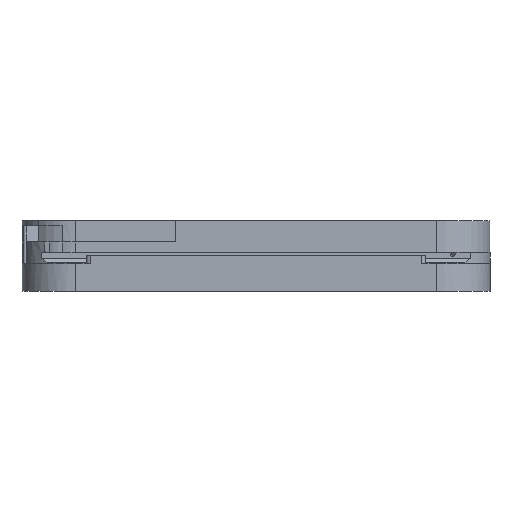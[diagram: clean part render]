
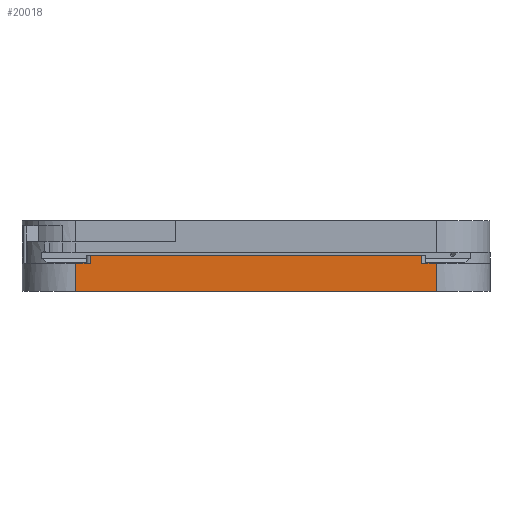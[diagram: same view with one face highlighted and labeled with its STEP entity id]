
A CAD part, front view. The second image highlights one B-rep face of the part: STEP entity #20018.
In plain terms, the highlighted planar face has unit normal (0, -1, 0).
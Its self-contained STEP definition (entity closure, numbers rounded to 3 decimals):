
#19642 = VERTEX_POINT('',#19643);
#19643 = CARTESIAN_POINT('',(2.,-6.,-4.2));
#19651 = CYLINDRICAL_SURFACE('',#19652,8.);
#19652 = AXIS2_PLACEMENT_3D('',#19653,#19654,#19655);
#19653 = CARTESIAN_POINT('',(2.,2.,-4.2));
#19654 = DIRECTION('',(-0.,-0.,-1.));
#19655 = DIRECTION('',(1.,0.,0.));
#19663 = PLANE('',#19664);
#19664 = AXIS2_PLACEMENT_3D('',#19665,#19666,#19667);
#19665 = CARTESIAN_POINT('',(29.,50.5,-4.2));
#19666 = DIRECTION('',(0.,0.,1.));
#19667 = DIRECTION('',(1.,0.,0.));
#19770 = VERTEX_POINT('',#19771);
#19771 = CARTESIAN_POINT('',(2.,-6.,0.));
#19786 = PLANE('',#19787);
#19787 = AXIS2_PLACEMENT_3D('',#19788,#19789,#19790);
#19788 = CARTESIAN_POINT('',(29.,50.5,0.));
#19789 = DIRECTION('',(0.,0.,1.));
#19790 = DIRECTION('',(1.,0.,0.));
#19802 = EDGE_CURVE('',#19642,#19770,#19803,.T.);
#19803 = SURFACE_CURVE('',#19804,(#19808,#19815),.PCURVE_S1.);
#19804 = LINE('',#19805,#19806);
#19805 = CARTESIAN_POINT('',(2.,-6.,-4.2));
#19806 = VECTOR('',#19807,1.);
#19807 = DIRECTION('',(0.,0.,1.));
#19808 = PCURVE('',#19651,#19809);
#19809 = DEFINITIONAL_REPRESENTATION('',(#19810),#19814);
#19810 = LINE('',#19811,#19812);
#19811 = CARTESIAN_POINT('',(-4.712,0.));
#19812 = VECTOR('',#19813,1.);
#19813 = DIRECTION('',(-0.,-1.));
#19814 = ( GEOMETRIC_REPRESENTATION_CONTEXT(2) 
PARAMETRIC_REPRESENTATION_CONTEXT() REPRESENTATION_CONTEXT('2D SPACE',''
  ) );
#19815 = PCURVE('',#19816,#19821);
#19816 = PLANE('',#19817);
#19817 = AXIS2_PLACEMENT_3D('',#19818,#19819,#19820);
#19818 = CARTESIAN_POINT('',(56.,-6.,-4.2));
#19819 = DIRECTION('',(0.,-1.,0.));
#19820 = DIRECTION('',(-1.,0.,0.));
#19821 = DEFINITIONAL_REPRESENTATION('',(#19822),#19826);
#19822 = LINE('',#19823,#19824);
#19823 = CARTESIAN_POINT('',(54.,0.));
#19824 = VECTOR('',#19825,1.);
#19825 = DIRECTION('',(0.,-1.));
#19826 = ( GEOMETRIC_REPRESENTATION_CONTEXT(2) 
PARAMETRIC_REPRESENTATION_CONTEXT() REPRESENTATION_CONTEXT('2D SPACE',''
  ) );
#19832 = EDGE_CURVE('',#19833,#19642,#19835,.T.);
#19833 = VERTEX_POINT('',#19834);
#19834 = CARTESIAN_POINT('',(56.,-6.,-4.2));
#19835 = SURFACE_CURVE('',#19836,(#19840,#19847),.PCURVE_S1.);
#19836 = LINE('',#19837,#19838);
#19837 = CARTESIAN_POINT('',(56.,-6.,-4.2));
#19838 = VECTOR('',#19839,1.);
#19839 = DIRECTION('',(-1.,0.,0.));
#19840 = PCURVE('',#19663,#19841);
#19841 = DEFINITIONAL_REPRESENTATION('',(#19842),#19846);
#19842 = LINE('',#19843,#19844);
#19843 = CARTESIAN_POINT('',(27.,-56.5));
#19844 = VECTOR('',#19845,1.);
#19845 = DIRECTION('',(-1.,0.));
#19846 = ( GEOMETRIC_REPRESENTATION_CONTEXT(2) 
PARAMETRIC_REPRESENTATION_CONTEXT() REPRESENTATION_CONTEXT('2D SPACE',''
  ) );
#19847 = PCURVE('',#19816,#19848);
#19848 = DEFINITIONAL_REPRESENTATION('',(#19849),#19853);
#19849 = LINE('',#19850,#19851);
#19850 = CARTESIAN_POINT('',(0.,-0.));
#19851 = VECTOR('',#19852,1.);
#19852 = DIRECTION('',(1.,0.));
#19853 = ( GEOMETRIC_REPRESENTATION_CONTEXT(2) 
PARAMETRIC_REPRESENTATION_CONTEXT() REPRESENTATION_CONTEXT('2D SPACE',''
  ) );
#19872 = CYLINDRICAL_SURFACE('',#19873,8.);
#19873 = AXIS2_PLACEMENT_3D('',#19874,#19875,#19876);
#19874 = CARTESIAN_POINT('',(56.,2.,-4.2));
#19875 = DIRECTION('',(-0.,-0.,-1.));
#19876 = DIRECTION('',(1.,0.,0.));
#20018 = ADVANCED_FACE('',(#20019),#19816,.T.);
#20019 = FACE_BOUND('',#20020,.T.);
#20020 = EDGE_LOOP('',(#20021,#20022,#20045,#20073,#20101,#20129,#20157,
    #20178));
#20021 = ORIENTED_EDGE('',*,*,#19832,.F.);
#20022 = ORIENTED_EDGE('',*,*,#20023,.T.);
#20023 = EDGE_CURVE('',#19833,#20024,#20026,.T.);
#20024 = VERTEX_POINT('',#20025);
#20025 = CARTESIAN_POINT('',(56.,-6.,0.));
#20026 = SURFACE_CURVE('',#20027,(#20031,#20038),.PCURVE_S1.);
#20027 = LINE('',#20028,#20029);
#20028 = CARTESIAN_POINT('',(56.,-6.,-4.2));
#20029 = VECTOR('',#20030,1.);
#20030 = DIRECTION('',(0.,0.,1.));
#20031 = PCURVE('',#19816,#20032);
#20032 = DEFINITIONAL_REPRESENTATION('',(#20033),#20037);
#20033 = LINE('',#20034,#20035);
#20034 = CARTESIAN_POINT('',(0.,-0.));
#20035 = VECTOR('',#20036,1.);
#20036 = DIRECTION('',(0.,-1.));
#20037 = ( GEOMETRIC_REPRESENTATION_CONTEXT(2) 
PARAMETRIC_REPRESENTATION_CONTEXT() REPRESENTATION_CONTEXT('2D SPACE',''
  ) );
#20038 = PCURVE('',#19872,#20039);
#20039 = DEFINITIONAL_REPRESENTATION('',(#20040),#20044);
#20040 = LINE('',#20041,#20042);
#20041 = CARTESIAN_POINT('',(-4.712,0.));
#20042 = VECTOR('',#20043,1.);
#20043 = DIRECTION('',(-0.,-1.));
#20044 = ( GEOMETRIC_REPRESENTATION_CONTEXT(2) 
PARAMETRIC_REPRESENTATION_CONTEXT() REPRESENTATION_CONTEXT('2D SPACE',''
  ) );
#20045 = ORIENTED_EDGE('',*,*,#20046,.T.);
#20046 = EDGE_CURVE('',#20024,#20047,#20049,.T.);
#20047 = VERTEX_POINT('',#20048);
#20048 = CARTESIAN_POINT('',(53.761,-6.,0.));
#20049 = SURFACE_CURVE('',#20050,(#20054,#20061),.PCURVE_S1.);
#20050 = LINE('',#20051,#20052);
#20051 = CARTESIAN_POINT('',(76.,-6.,0.));
#20052 = VECTOR('',#20053,1.);
#20053 = DIRECTION('',(-1.,0.,0.));
#20054 = PCURVE('',#19816,#20055);
#20055 = DEFINITIONAL_REPRESENTATION('',(#20056),#20060);
#20056 = LINE('',#20057,#20058);
#20057 = CARTESIAN_POINT('',(-20.,-4.2));
#20058 = VECTOR('',#20059,1.);
#20059 = DIRECTION('',(1.,0.));
#20060 = ( GEOMETRIC_REPRESENTATION_CONTEXT(2) 
PARAMETRIC_REPRESENTATION_CONTEXT() REPRESENTATION_CONTEXT('2D SPACE',''
  ) );
#20061 = PCURVE('',#20062,#20067);
#20062 = PLANE('',#20063);
#20063 = AXIS2_PLACEMENT_3D('',#20064,#20065,#20066);
#20064 = CARTESIAN_POINT('',(29.,50.5,0.));
#20065 = DIRECTION('',(0.,0.,1.));
#20066 = DIRECTION('',(1.,0.,0.));
#20067 = DEFINITIONAL_REPRESENTATION('',(#20068),#20072);
#20068 = LINE('',#20069,#20070);
#20069 = CARTESIAN_POINT('',(47.,-56.5));
#20070 = VECTOR('',#20071,1.);
#20071 = DIRECTION('',(-1.,0.));
#20072 = ( GEOMETRIC_REPRESENTATION_CONTEXT(2) 
PARAMETRIC_REPRESENTATION_CONTEXT() REPRESENTATION_CONTEXT('2D SPACE',''
  ) );
#20073 = ORIENTED_EDGE('',*,*,#20074,.T.);
#20074 = EDGE_CURVE('',#20047,#20075,#20077,.T.);
#20075 = VERTEX_POINT('',#20076);
#20076 = CARTESIAN_POINT('',(53.761,-6.,1.2));
#20077 = SURFACE_CURVE('',#20078,(#20082,#20089),.PCURVE_S1.);
#20078 = LINE('',#20079,#20080);
#20079 = CARTESIAN_POINT('',(53.761,-6.,0.));
#20080 = VECTOR('',#20081,1.);
#20081 = DIRECTION('',(0.,0.,1.));
#20082 = PCURVE('',#19816,#20083);
#20083 = DEFINITIONAL_REPRESENTATION('',(#20084),#20088);
#20084 = LINE('',#20085,#20086);
#20085 = CARTESIAN_POINT('',(2.239,-4.2));
#20086 = VECTOR('',#20087,1.);
#20087 = DIRECTION('',(0.,-1.));
#20088 = ( GEOMETRIC_REPRESENTATION_CONTEXT(2) 
PARAMETRIC_REPRESENTATION_CONTEXT() REPRESENTATION_CONTEXT('2D SPACE',''
  ) );
#20089 = PCURVE('',#20090,#20095);
#20090 = CYLINDRICAL_SURFACE('',#20091,0.6);
#20091 = AXIS2_PLACEMENT_3D('',#20092,#20093,#20094);
#20092 = CARTESIAN_POINT('',(53.761,-5.4,0.));
#20093 = DIRECTION('',(-0.,-0.,-1.));
#20094 = DIRECTION('',(1.,0.,0.));
#20095 = DEFINITIONAL_REPRESENTATION('',(#20096),#20100);
#20096 = LINE('',#20097,#20098);
#20097 = CARTESIAN_POINT('',(-4.712,0.));
#20098 = VECTOR('',#20099,1.);
#20099 = DIRECTION('',(-0.,-1.));
#20100 = ( GEOMETRIC_REPRESENTATION_CONTEXT(2) 
PARAMETRIC_REPRESENTATION_CONTEXT() REPRESENTATION_CONTEXT('2D SPACE',''
  ) );
#20101 = ORIENTED_EDGE('',*,*,#20102,.T.);
#20102 = EDGE_CURVE('',#20075,#20103,#20105,.T.);
#20103 = VERTEX_POINT('',#20104);
#20104 = CARTESIAN_POINT('',(4.239,-6.,1.2));
#20105 = SURFACE_CURVE('',#20106,(#20110,#20117),.PCURVE_S1.);
#20106 = LINE('',#20107,#20108);
#20107 = CARTESIAN_POINT('',(56.,-6.,1.2));
#20108 = VECTOR('',#20109,1.);
#20109 = DIRECTION('',(-1.,0.,0.));
#20110 = PCURVE('',#19816,#20111);
#20111 = DEFINITIONAL_REPRESENTATION('',(#20112),#20116);
#20112 = LINE('',#20113,#20114);
#20113 = CARTESIAN_POINT('',(0.,-5.4));
#20114 = VECTOR('',#20115,1.);
#20115 = DIRECTION('',(1.,0.));
#20116 = ( GEOMETRIC_REPRESENTATION_CONTEXT(2) 
PARAMETRIC_REPRESENTATION_CONTEXT() REPRESENTATION_CONTEXT('2D SPACE',''
  ) );
#20117 = PCURVE('',#20118,#20123);
#20118 = PLANE('',#20119);
#20119 = AXIS2_PLACEMENT_3D('',#20120,#20121,#20122);
#20120 = CARTESIAN_POINT('',(29.,50.5,1.2));
#20121 = DIRECTION('',(0.,0.,1.));
#20122 = DIRECTION('',(1.,0.,0.));
#20123 = DEFINITIONAL_REPRESENTATION('',(#20124),#20128);
#20124 = LINE('',#20125,#20126);
#20125 = CARTESIAN_POINT('',(27.,-56.5));
#20126 = VECTOR('',#20127,1.);
#20127 = DIRECTION('',(-1.,0.));
#20128 = ( GEOMETRIC_REPRESENTATION_CONTEXT(2) 
PARAMETRIC_REPRESENTATION_CONTEXT() REPRESENTATION_CONTEXT('2D SPACE',''
  ) );
#20129 = ORIENTED_EDGE('',*,*,#20130,.F.);
#20130 = EDGE_CURVE('',#20131,#20103,#20133,.T.);
#20131 = VERTEX_POINT('',#20132);
#20132 = CARTESIAN_POINT('',(4.239,-6.,0.));
#20133 = SURFACE_CURVE('',#20134,(#20138,#20145),.PCURVE_S1.);
#20134 = LINE('',#20135,#20136);
#20135 = CARTESIAN_POINT('',(4.239,-6.,0.));
#20136 = VECTOR('',#20137,1.);
#20137 = DIRECTION('',(0.,0.,1.));
#20138 = PCURVE('',#19816,#20139);
#20139 = DEFINITIONAL_REPRESENTATION('',(#20140),#20144);
#20140 = LINE('',#20141,#20142);
#20141 = CARTESIAN_POINT('',(51.761,-4.2));
#20142 = VECTOR('',#20143,1.);
#20143 = DIRECTION('',(0.,-1.));
#20144 = ( GEOMETRIC_REPRESENTATION_CONTEXT(2) 
PARAMETRIC_REPRESENTATION_CONTEXT() REPRESENTATION_CONTEXT('2D SPACE',''
  ) );
#20145 = PCURVE('',#20146,#20151);
#20146 = CYLINDRICAL_SURFACE('',#20147,0.6);
#20147 = AXIS2_PLACEMENT_3D('',#20148,#20149,#20150);
#20148 = CARTESIAN_POINT('',(4.239,-5.4,0.));
#20149 = DIRECTION('',(-0.,-0.,-1.));
#20150 = DIRECTION('',(1.,0.,0.));
#20151 = DEFINITIONAL_REPRESENTATION('',(#20152),#20156);
#20152 = LINE('',#20153,#20154);
#20153 = CARTESIAN_POINT('',(-4.712,0.));
#20154 = VECTOR('',#20155,1.);
#20155 = DIRECTION('',(-0.,-1.));
#20156 = ( GEOMETRIC_REPRESENTATION_CONTEXT(2) 
PARAMETRIC_REPRESENTATION_CONTEXT() REPRESENTATION_CONTEXT('2D SPACE',''
  ) );
#20157 = ORIENTED_EDGE('',*,*,#20158,.F.);
#20158 = EDGE_CURVE('',#19770,#20131,#20159,.T.);
#20159 = SURFACE_CURVE('',#20160,(#20164,#20171),.PCURVE_S1.);
#20160 = LINE('',#20161,#20162);
#20161 = CARTESIAN_POINT('',(-18.,-6.,0.));
#20162 = VECTOR('',#20163,1.);
#20163 = DIRECTION('',(1.,0.,0.));
#20164 = PCURVE('',#19816,#20165);
#20165 = DEFINITIONAL_REPRESENTATION('',(#20166),#20170);
#20166 = LINE('',#20167,#20168);
#20167 = CARTESIAN_POINT('',(74.,-4.2));
#20168 = VECTOR('',#20169,1.);
#20169 = DIRECTION('',(-1.,-0.));
#20170 = ( GEOMETRIC_REPRESENTATION_CONTEXT(2) 
PARAMETRIC_REPRESENTATION_CONTEXT() REPRESENTATION_CONTEXT('2D SPACE',''
  ) );
#20171 = PCURVE('',#19786,#20172);
#20172 = DEFINITIONAL_REPRESENTATION('',(#20173),#20177);
#20173 = LINE('',#20174,#20175);
#20174 = CARTESIAN_POINT('',(-47.,-56.5));
#20175 = VECTOR('',#20176,1.);
#20176 = DIRECTION('',(1.,0.));
#20177 = ( GEOMETRIC_REPRESENTATION_CONTEXT(2) 
PARAMETRIC_REPRESENTATION_CONTEXT() REPRESENTATION_CONTEXT('2D SPACE',''
  ) );
#20178 = ORIENTED_EDGE('',*,*,#19802,.F.);
